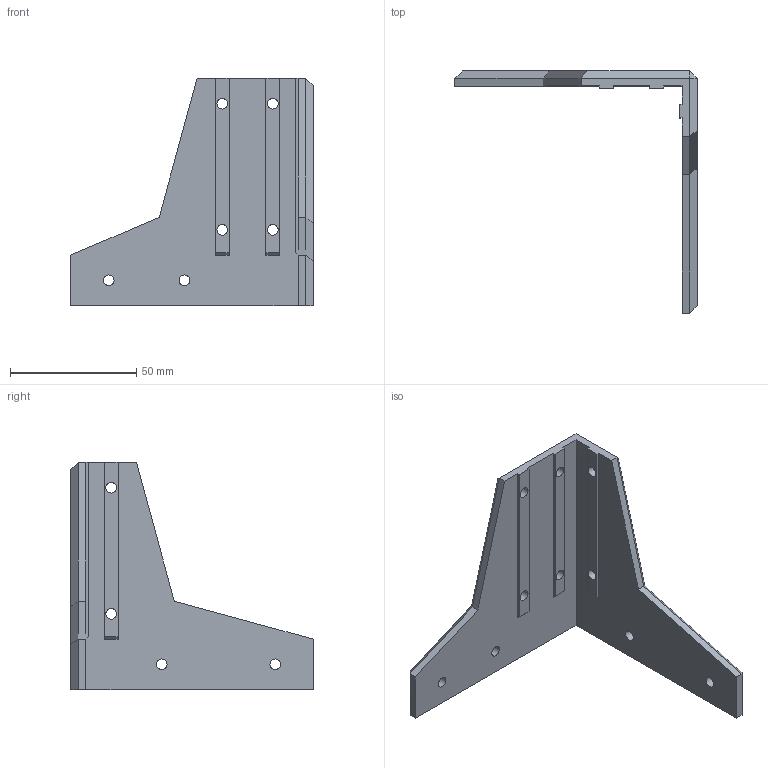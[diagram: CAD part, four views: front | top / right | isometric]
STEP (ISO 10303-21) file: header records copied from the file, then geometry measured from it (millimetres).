
FILE_DESCRIPTION(/* description */ (''),/* implementation_level */ '2;1');
FILE_NAME(/* name */ '5f0fb348501a4d0fa6274461',/* time_stamp */ '2020-07-16T01:54:16+00:00',/* author */ (''),/* organization */ (''),/* preprocessor_version */ 'ST-DEVELOPER v16.7',/* originating_system */ $,/* authorisation */ $);
FILE_SCHEMA (('AUTOMOTIVE_DESIGN {1 0 10303 214 3 1 1}'));
Length unit declared in the file: metre
Products named in the file (1): 2040VerticalCornerFullBaseCutMirrored
Bounding box: 96 x 96 x 90 mm (x, y, z)
Volume: 59101.8 mm3; surface area: 24182.4 mm2
Topology: 1 solids, 1 shells, 64 faces, 157 edges, 105 vertices
Faces by surface type: plane 44, cylinder 20
Full cylindrical faces by diameter (mm): 4.25 x10, 9.1 x10
Entity records: 1769 total; most frequent: DIRECTION 297, CARTESIAN_POINT 287, ORIENTED_EDGE 254, EDGE_CURVE 127, EDGE_LOOP 114, FACE_BOUND 114, AXIS2_PLACEMENT_3D 105, VERTEX_POINT 95
